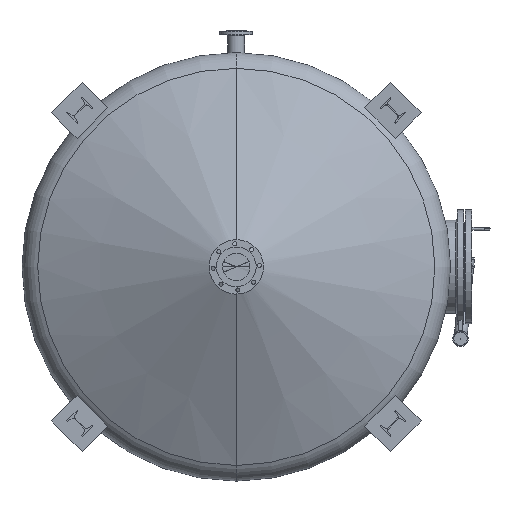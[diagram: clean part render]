
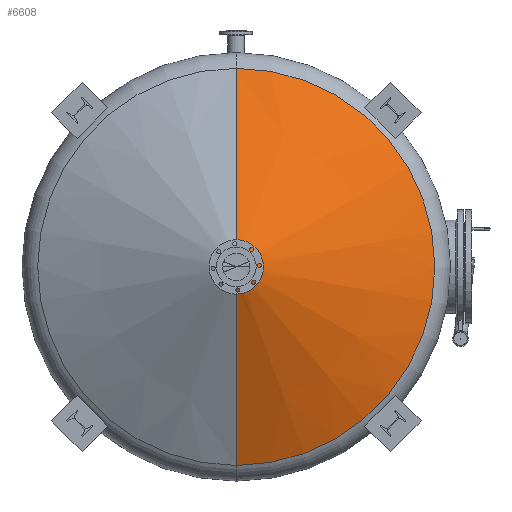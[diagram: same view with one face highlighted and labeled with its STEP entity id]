
A CAD part, front view. The second image highlights one B-rep face of the part: STEP entity #6608.
In plain terms, the highlighted conical face has half-angle 65 degrees and reference radius 90.367 mm.
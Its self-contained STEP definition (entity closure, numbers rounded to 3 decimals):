
#272 = CONICAL_SURFACE ( 'NONE', #8594, 90.367, 1.134 ) ;
#557 = ORIENTED_EDGE ( 'NONE', *, *, #7552, .F. ) ;
#610 = CARTESIAN_POINT ( 'NONE',  ( 0., -1257.477, 90.367 ) ) ;
#619 = FACE_OUTER_BOUND ( 'NONE', #6675, .T. ) ;
#657 = VERTEX_POINT ( 'NONE', #7102 ) ;
#813 = EDGE_CURVE ( 'NONE', #9341, #6419, #2707, .T. ) ;
#2707 = LINE ( 'NONE', #610, #12904 ) ;
#3050 = VERTEX_POINT ( 'NONE', #4067 ) ;
#3880 = CARTESIAN_POINT ( 'NONE',  ( 0., -1257.477, -90.367 ) ) ;
#4067 = CARTESIAN_POINT ( 'NONE',  ( 0., -1257.477, -90.367 ) ) ;
#4949 = CARTESIAN_POINT ( 'NONE',  ( 0., -867.501, 926.673 ) ) ;
#4985 = LINE ( 'NONE', #3880, #8859 ) ;
#5597 = AXIS2_PLACEMENT_3D ( 'NONE', #9105, #12453, #11556 ) ;
#5661 = DIRECTION ( 'NONE',  ( 0., 0., 1. ) ) ;
#6419 = VERTEX_POINT ( 'NONE', #4949 ) ;
#6482 = ORIENTED_EDGE ( 'NONE', *, *, #11778, .T. ) ;
#6547 = CIRCLE ( 'NONE', #5597, 926.673 ) ;
#6608 = ADVANCED_FACE ( 'NONE', ( #619 ), #272, .T. ) ;
#6675 = EDGE_LOOP ( 'NONE', ( #10127, #6482, #557, #8833 ) ) ;
#6697 = CARTESIAN_POINT ( 'NONE',  ( 0., -1257.477, 0. ) ) ;
#7102 = CARTESIAN_POINT ( 'NONE',  ( 0., -867.501, -926.673 ) ) ;
#7299 = DIRECTION ( 'NONE',  ( 0., 0.423, -0.906 ) ) ;
#7552 = EDGE_CURVE ( 'NONE', #6419, #657, #6547, .T. ) ;
#7823 = CARTESIAN_POINT ( 'NONE',  ( 0., -1257.477, 90.367 ) ) ;
#8356 = DIRECTION ( 'NONE',  ( 0., 0.423, 0.906 ) ) ;
#8380 = DIRECTION ( 'NONE',  ( 0., 0., 1. ) ) ;
#8520 = CARTESIAN_POINT ( 'NONE',  ( 0., -1257.477, 0. ) ) ;
#8594 = AXIS2_PLACEMENT_3D ( 'NONE', #6697, #10107, #5661 ) ;
#8833 = ORIENTED_EDGE ( 'NONE', *, *, #813, .F. ) ;
#8859 = VECTOR ( 'NONE', #7299, 1000. ) ;
#9105 = CARTESIAN_POINT ( 'NONE',  ( 0., -867.501, 0. ) ) ;
#9341 = VERTEX_POINT ( 'NONE', #7823 ) ;
#9711 = DIRECTION ( 'NONE',  ( 0., 1., 0. ) ) ;
#10107 = DIRECTION ( 'NONE',  ( 0., 1., 0. ) ) ;
#10127 = ORIENTED_EDGE ( 'NONE', *, *, #11065, .T. ) ;
#10177 = AXIS2_PLACEMENT_3D ( 'NONE', #8520, #9711, #8380 ) ;
#11065 = EDGE_CURVE ( 'NONE', #9341, #3050, #12301, .T. ) ;
#11556 = DIRECTION ( 'NONE',  ( 0., 0., 1. ) ) ;
#11778 = EDGE_CURVE ( 'NONE', #3050, #657, #4985, .T. ) ;
#12301 = CIRCLE ( 'NONE', #10177, 90.367 ) ;
#12453 = DIRECTION ( 'NONE',  ( 0., 1., 0. ) ) ;
#12904 = VECTOR ( 'NONE', #8356, 1000. ) ;
